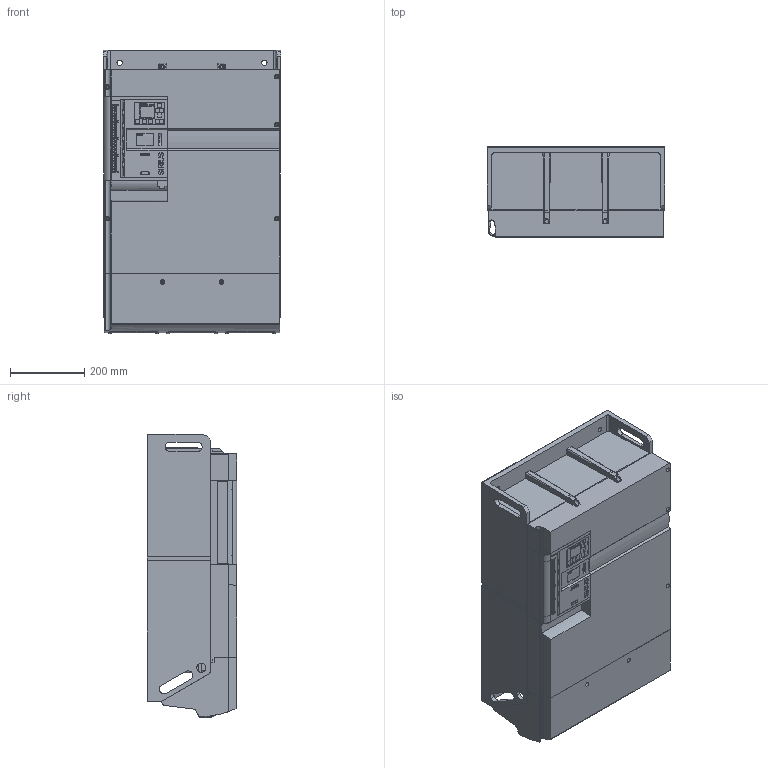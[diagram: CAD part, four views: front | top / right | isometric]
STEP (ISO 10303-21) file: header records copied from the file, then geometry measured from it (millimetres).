
FILE_DESCRIPTION(('STEP AP214'),'1');
FILE_NAME('cctmp_B7E1D2F2-C82D-477D-817B-905D371683B9_2018_11_13_15_42_55_609..stp','2018-11-13T14:43:00',('SIEMENS A&D'),('CADClick - www.CADClick.com'),'Spatial InterOp 3D postprocessed',' ','unknown authorization');
FILE_SCHEMA(('AUTOMOTIVE_DESIGN'));
Length unit declared in the file: millimetre
Products named in the file (1): 2018_11_13__15-42-55-453
Bounding box: 477.8 x 241.5 x 764.48 mm (x, y, z)
Volume: 35875358.9 mm3; surface area: 3030542.4 mm2
Topology: 1 solids, 15 shells, 2724 faces, 7428 edges, 4879 vertices
Faces by surface type: plane 1941, cylinder 667, cone 92, torus 16, sphere 8
Entity records: 98888 total; most frequent: CARTESIAN_POINT 20774, ORIENTED_EDGE 14824, DIRECTION 14038, EDGE_CURVE 7412, LINE 5676, VECTOR 5676, VERTEX_POINT 4879, AXIS2_PLACEMENT_3D 4181
